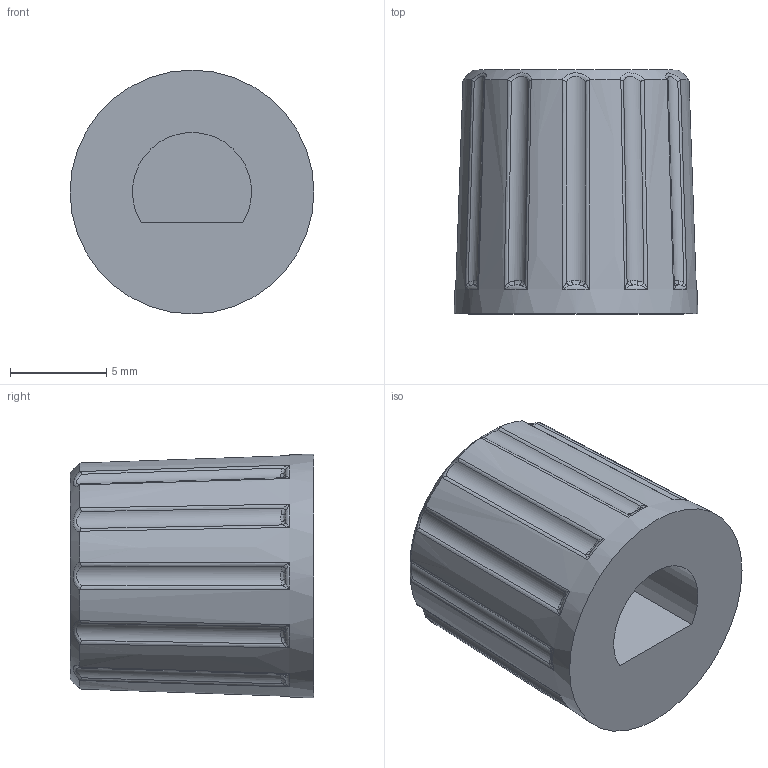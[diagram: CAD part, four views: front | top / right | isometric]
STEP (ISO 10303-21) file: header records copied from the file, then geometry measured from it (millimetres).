
FILE_DESCRIPTION(/* description */ (''),/* implementation_level */ '2;1');
FILE_NAME(/* name */ '2_Upper Instrument Panel/DLP/DDI MS21382-0XBX v1.step',/* time_stamp */ '2019-12-05T10:59:17+01:00',/* author */ ('Balz Reber'),/* organization */ ('OpenHornet'),/* preprocessor_version */ 'ST-DEVELOPER v18',/* originating_system */ 'Autodesk Translation Framework v8.12.0.6',/* authorisation */ '');
FILE_SCHEMA (('AUTOMOTIVE_DESIGN { 1 0 10303 214 3 1 1 }'));
Length unit declared in the file: millimetre
Products named in the file (1): DDI MS21382-0XBX
Bounding box: 12.7 x 12.7 x 12.7 mm (x, y, z)
Volume: 1177.1 mm3; surface area: 943.9 mm2
Topology: 1 solids, 1 shells, 127 faces, 364 edges, 216 vertices
Faces by surface type: bspline 96, cylinder 13, torus 12, plane 4, cone 2
Entity records: 9539 total; most frequent: CARTESIAN_POINT 7167, ORIENTED_EDGE 680, EDGE_CURVE 340, B_SPLINE_CURVE_WITH_KNOTS 255, DIRECTION 228, VERTEX_POINT 216, EDGE_LOOP 128, FACE_OUTER_BOUND 127
